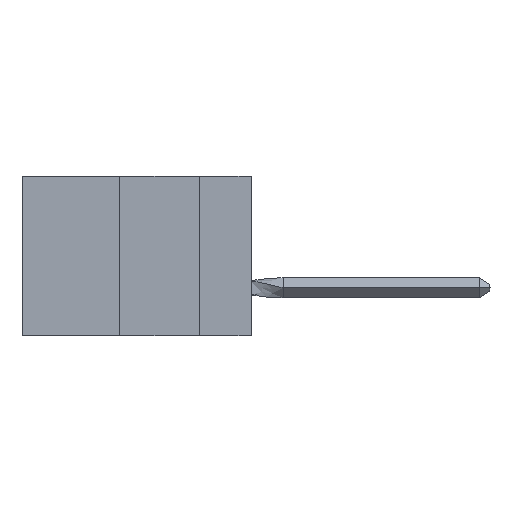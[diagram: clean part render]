
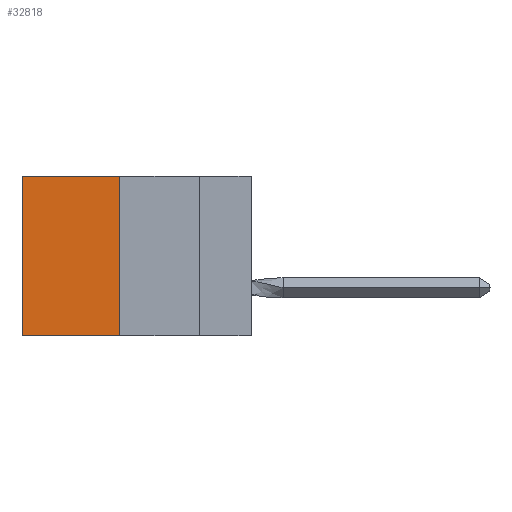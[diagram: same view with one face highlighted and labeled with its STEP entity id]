
A CAD part, left-side view. The second image highlights one B-rep face of the part: STEP entity #32818.
In plain terms, the highlighted planar face has unit normal (-1, 0, 0).
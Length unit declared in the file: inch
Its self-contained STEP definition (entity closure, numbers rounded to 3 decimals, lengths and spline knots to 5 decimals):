
#1284 = CARTESIAN_POINT ( 'NONE',  ( 0.305, 0.413, -0.5 ) ) ;
#1914 = ORIENTED_EDGE ( 'NONE', *, *, #5242, .T. ) ;
#3496 = VERTEX_POINT ( 'NONE', #12520 ) ;
#4097 = CARTESIAN_POINT ( 'NONE',  ( 0.305, 0.413, -0.5 ) ) ;
#4554 = FACE_OUTER_BOUND ( 'NONE', #13157, .T. ) ;
#5034 = VECTOR ( 'NONE', #12295, 39.37008 ) ;
#5234 = CARTESIAN_POINT ( 'NONE',  ( 0.305, 0.413, 0. ) ) ;
#5242 = EDGE_CURVE ( 'NONE', #8466, #14750, #6432, .T. ) ;
#5857 = EDGE_CURVE ( 'NONE', #17526, #8466, #9222, .T. ) ;
#6432 = LINE ( 'NONE', #11792, #23516 ) ;
#6617 = PLANE ( 'NONE',  #25216 ) ;
#7232 = ORIENTED_EDGE ( 'NONE', *, *, #5857, .T. ) ;
#7863 = EDGE_CURVE ( 'NONE', #17526, #3496, #30563, .T. ) ;
#8466 = VERTEX_POINT ( 'NONE', #28005 ) ;
#9222 = LINE ( 'NONE', #5234, #31909 ) ;
#9523 = VECTOR ( 'NONE', #14236, 39.37008 ) ;
#9814 = CARTESIAN_POINT ( 'NONE',  ( 0.305, 0.72, -0.5 ) ) ;
#11792 = CARTESIAN_POINT ( 'NONE',  ( 0.305, 0.72, -0.5 ) ) ;
#12295 = DIRECTION ( 'NONE',  ( 0., 1., 0. ) ) ;
#12520 = CARTESIAN_POINT ( 'NONE',  ( 0.305, 0.413, -0.5 ) ) ;
#12897 = ORIENTED_EDGE ( 'NONE', *, *, #19069, .F. ) ;
#13157 = EDGE_LOOP ( 'NONE', ( #1914, #12897, #18203, #7232 ) ) ;
#14236 = DIRECTION ( 'NONE',  ( 0., 0., -1. ) ) ;
#14418 = DIRECTION ( 'NONE',  ( 0., 0., -1. ) ) ;
#14750 = VERTEX_POINT ( 'NONE', #9814 ) ;
#16953 = DIRECTION ( 'NONE',  ( 0., 0., -1. ) ) ;
#17342 = LINE ( 'NONE', #28049, #5034 ) ;
#17526 = VERTEX_POINT ( 'NONE', #25363 ) ;
#18203 = ORIENTED_EDGE ( 'NONE', *, *, #7863, .F. ) ;
#19069 = EDGE_CURVE ( 'NONE', #3496, #14750, #17342, .T. ) ;
#23516 = VECTOR ( 'NONE', #16953, 39.37008 ) ;
#25124 = DIRECTION ( 'NONE',  ( 1., 0., 0. ) ) ;
#25216 = AXIS2_PLACEMENT_3D ( 'NONE', #4097, #25124, #14418 ) ;
#25363 = CARTESIAN_POINT ( 'NONE',  ( 0.305, 0.413, 0. ) ) ;
#28005 = CARTESIAN_POINT ( 'NONE',  ( 0.305, 0.72, 0. ) ) ;
#28049 = CARTESIAN_POINT ( 'NONE',  ( 0.305, 0.413, -0.5 ) ) ;
#30563 = LINE ( 'NONE', #1284, #9523 ) ;
#31909 = VECTOR ( 'NONE', #34002, 39.37008 ) ;
#32818 = ADVANCED_FACE ( 'NONE', ( #4554 ), #6617, .F. ) ;
#34002 = DIRECTION ( 'NONE',  ( 0., 1., 0. ) ) ;
